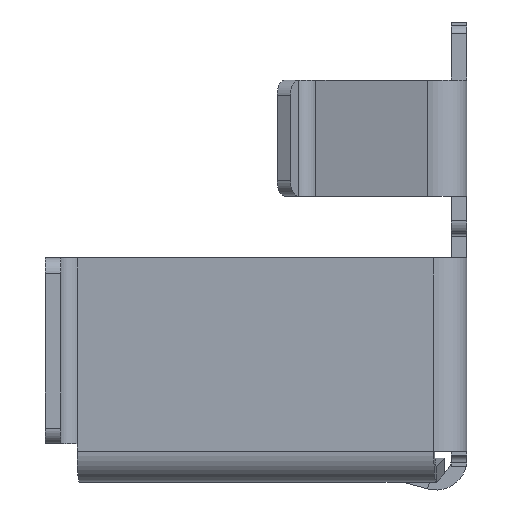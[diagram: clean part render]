
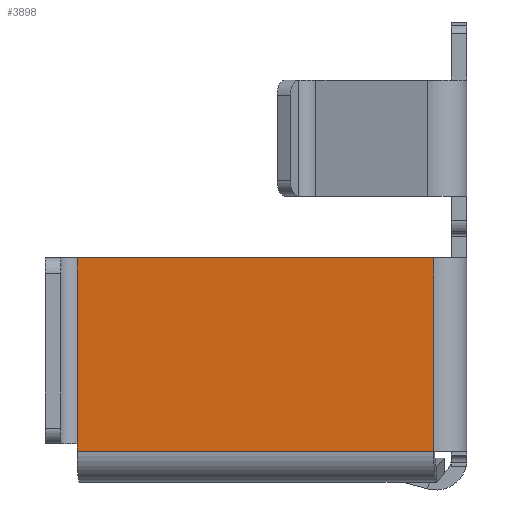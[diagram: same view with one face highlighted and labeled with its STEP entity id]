
A CAD part, left-side view. The second image highlights one B-rep face of the part: STEP entity #3898.
In plain terms, the highlighted planar face has unit normal (-0.998, 0.07, 0).
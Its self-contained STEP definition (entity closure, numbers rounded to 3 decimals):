
#974=DIRECTION('',(0.,0.,1.));
#975=VECTOR('',#974,2.5);
#976=CARTESIAN_POINT('',(-0.399,0.428,0.));
#977=LINE('',#976,#975);
#1004=DIRECTION('',(0.07,0.998,0.));
#1005=VECTOR('',#1004,4.621);
#1006=CARTESIAN_POINT('',(-0.399,0.428,2.5));
#1007=LINE('',#1006,#1005);
#1011=DIRECTION('',(0.,0.,-1.));
#1012=VECTOR('',#1011,0.1);
#1013=CARTESIAN_POINT('',(-0.077,5.038,0.1));
#1014=LINE('',#1013,#1012);
#1179=DIRECTION('',(0.,0.,-1.));
#1180=VECTOR('',#1179,2.4);
#1181=CARTESIAN_POINT('',(-0.077,5.038,2.5));
#1182=LINE('',#1181,#1180);
#1237=DIRECTION('',(0.07,0.998,0.));
#1238=VECTOR('',#1237,4.621);
#1239=CARTESIAN_POINT('',(-0.399,0.428,0.));
#1240=LINE('',#1239,#1238);
#2932=CARTESIAN_POINT('',(-0.399,0.428,2.5));
#2933=CARTESIAN_POINT('',(-0.077,5.038,2.5));
#2934=VERTEX_POINT('',#2932);
#2935=VERTEX_POINT('',#2933);
#2936=CARTESIAN_POINT('',(-0.399,0.428,0.));
#2937=VERTEX_POINT('',#2936);
#2960=CARTESIAN_POINT('',(-0.077,5.038,0.));
#2961=VERTEX_POINT('',#2960);
#2974=CARTESIAN_POINT('',(-0.077,5.038,0.1));
#2975=VERTEX_POINT('',#2974);
#3882=CARTESIAN_POINT('',(-0.429,0.,0.665));
#3883=DIRECTION('',(-0.998,0.07,0.));
#3884=DIRECTION('',(0.,0.,1.));
#3885=AXIS2_PLACEMENT_3D('',#3882,#3883,#3884);
#3886=PLANE('',#3885);
#3888=ORIENTED_EDGE('',*,*,#3887,.F.);
#3889=ORIENTED_EDGE('',*,*,#3873,.F.);
#3891=ORIENTED_EDGE('',*,*,#3890,.T.);
#3893=ORIENTED_EDGE('',*,*,#3892,.F.);
#3895=ORIENTED_EDGE('',*,*,#3894,.F.);
#3896=EDGE_LOOP('',(#3888,#3889,#3891,#3893,#3895));
#3897=FACE_OUTER_BOUND('',#3896,.F.);
#3898=ADVANCED_FACE('',(#3897),#3886,.T.);
#3873=EDGE_CURVE('',#2937,#2934,#977,.T.);
#3887=EDGE_CURVE('',#2934,#2935,#1007,.T.);
#3890=EDGE_CURVE('',#2937,#2961,#1240,.T.);
#3892=EDGE_CURVE('',#2975,#2961,#1014,.T.);
#3894=EDGE_CURVE('',#2935,#2975,#1182,.T.);
